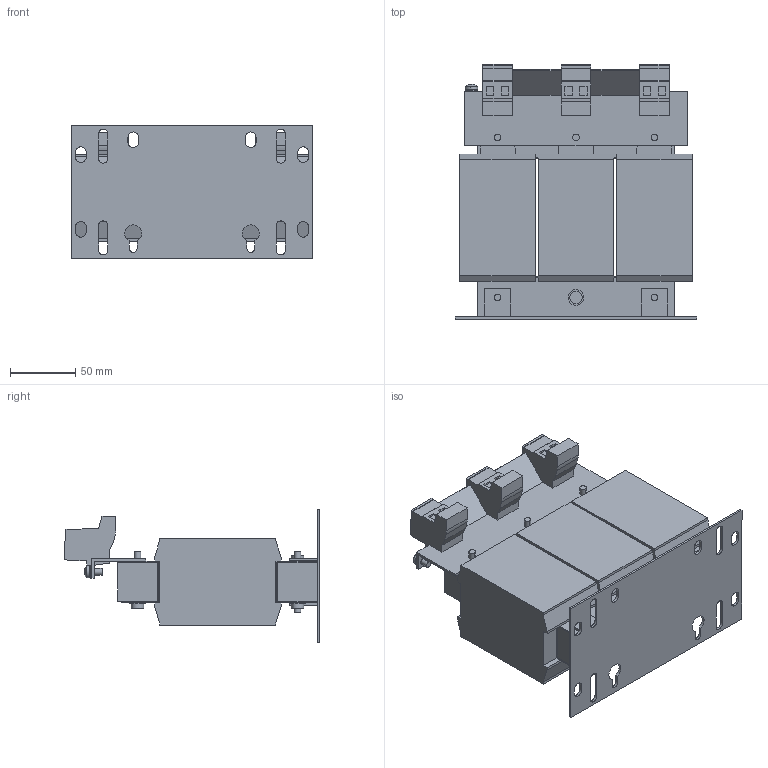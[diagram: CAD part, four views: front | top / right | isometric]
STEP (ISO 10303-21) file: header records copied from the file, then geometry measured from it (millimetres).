
FILE_DESCRIPTION (( 'STEP AP214' ), '1' );
FILE_NAME ('1184410.STEP', '2026-04-22T07:27:57', ( '' ), ( '' ), 'SwSTEP 2.0', 'SolidWorks 2022', '' );
FILE_SCHEMA (( 'AUTOMOTIVE_DESIGN' ));
Length unit declared in the file: millimetre
Products named in the file (1): 1184410
Bounding box: 185 x 195.4 x 102 mm (x, y, z)
Volume: 1482760.3 mm3; surface area: 190042.2 mm2
Topology: 1 solids, 1 shells, 757 faces, 2060 edges, 1334 vertices
Faces by surface type: plane 593, cylinder 110, bspline 50, sphere 2, torus 2
Entity records: 26256 total; most frequent: CARTESIAN_POINT 7130, ORIENTED_EDGE 4120, DIRECTION 3628, EDGE_CURVE 2060, VECTOR 1708, LINE 1708, VERTEX_POINT 1334, AXIS2_PLACEMENT_3D 960
